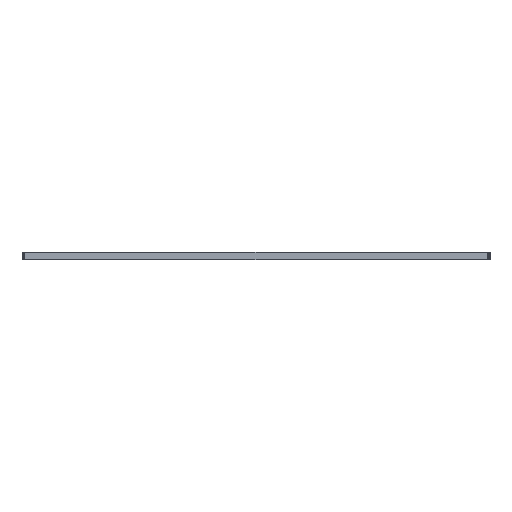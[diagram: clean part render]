
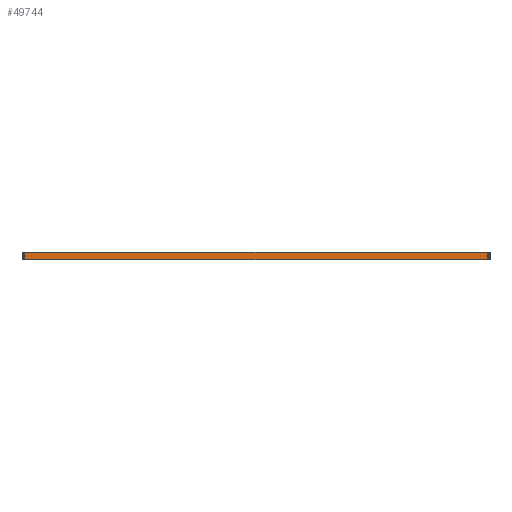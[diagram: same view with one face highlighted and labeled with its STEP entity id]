
A CAD part, left-side view. The second image highlights one B-rep face of the part: STEP entity #49744.
In plain terms, the highlighted planar face has unit normal (-1, 0, 0).
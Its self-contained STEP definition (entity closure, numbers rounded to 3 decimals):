
#2871 = PLANE('',#2872);
#2872 = AXIS2_PLACEMENT_3D('',#2873,#2874,#2875);
#2873 = CARTESIAN_POINT('',(177.3,79.45,-0.5));
#2874 = DIRECTION('',(-0.,-0.,-1.));
#2875 = DIRECTION('',(-1.,0.,0.));
#8659 = PLANE('',#8660);
#8660 = AXIS2_PLACEMENT_3D('',#8661,#8662,#8663);
#8661 = CARTESIAN_POINT('',(177.3,79.45,
    2.1));
#8662 = DIRECTION('',(0.,0.,1.));
#8663 = DIRECTION('',(0.,1.,0.));
#12286 = VERTEX_POINT('',#12287);
#12287 = CARTESIAN_POINT('',(-1.,0.,-0.5));
#12301 = PLANE('',#12302);
#12302 = AXIS2_PLACEMENT_3D('',#12303,#12304,#12305);
#12303 = CARTESIAN_POINT('',(-0.996,-0.063,
    0.8));
#12304 = DIRECTION('',(-0.998,-0.063,-0.));
#12305 = DIRECTION('',(0.063,-0.998,0.));
#12313 = EDGE_CURVE('',#12314,#12286,#12316,.T.);
#12314 = VERTEX_POINT('',#12315);
#12315 = CARTESIAN_POINT('',(-1.,158.9,-0.5));
#12316 = SURFACE_CURVE('',#12317,(#12321,#12328),.PCURVE_S1.);
#12317 = LINE('',#12318,#12319);
#12318 = CARTESIAN_POINT('',(-1.,158.9,-0.5));
#12319 = VECTOR('',#12320,1.);
#12320 = DIRECTION('',(0.,-1.,0.));
#12321 = PCURVE('',#2871,#12322);
#12322 = DEFINITIONAL_REPRESENTATION('',(#12323),#12327);
#12323 = LINE('',#12324,#12325);
#12324 = CARTESIAN_POINT('',(178.3,79.45));
#12325 = VECTOR('',#12326,1.);
#12326 = DIRECTION('',(0.,-1.));
#12327 = ( GEOMETRIC_REPRESENTATION_CONTEXT(2) 
PARAMETRIC_REPRESENTATION_CONTEXT() REPRESENTATION_CONTEXT('2D SPACE',''
  ) );
#12328 = PCURVE('',#12329,#12334);
#12329 = PLANE('',#12330);
#12330 = AXIS2_PLACEMENT_3D('',#12331,#12332,#12333);
#12331 = CARTESIAN_POINT('',(-1.,79.45,0.8));
#12332 = DIRECTION('',(-1.,-0.,-0.));
#12333 = DIRECTION('',(0.,0.,-1.));
#12334 = DEFINITIONAL_REPRESENTATION('',(#12335),#12339);
#12335 = LINE('',#12336,#12337);
#12336 = CARTESIAN_POINT('',(1.3,-79.45));
#12337 = VECTOR('',#12338,1.);
#12338 = DIRECTION('',(0.,1.));
#12339 = ( GEOMETRIC_REPRESENTATION_CONTEXT(2) 
PARAMETRIC_REPRESENTATION_CONTEXT() REPRESENTATION_CONTEXT('2D SPACE',''
  ) );
#12357 = PLANE('',#12358);
#12358 = AXIS2_PLACEMENT_3D('',#12359,#12360,#12361);
#12359 = CARTESIAN_POINT('',(-0.996,158.963,
    0.8));
#12360 = DIRECTION('',(-0.998,0.063,-0.));
#12361 = DIRECTION('',(-0.063,-0.998,0.));
#21393 = VERTEX_POINT('',#21394);
#21394 = CARTESIAN_POINT('',(-1.,158.9,2.1));
#21415 = EDGE_CURVE('',#21416,#21393,#21418,.T.);
#21416 = VERTEX_POINT('',#21417);
#21417 = CARTESIAN_POINT('',(-1.,0.,2.1));
#21418 = SURFACE_CURVE('',#21419,(#21423,#21430),.PCURVE_S1.);
#21419 = LINE('',#21420,#21421);
#21420 = CARTESIAN_POINT('',(-1.,0.,2.1));
#21421 = VECTOR('',#21422,1.);
#21422 = DIRECTION('',(0.,1.,0.));
#21423 = PCURVE('',#8659,#21424);
#21424 = DEFINITIONAL_REPRESENTATION('',(#21425),#21429);
#21425 = LINE('',#21426,#21427);
#21426 = CARTESIAN_POINT('',(-79.45,178.3));
#21427 = VECTOR('',#21428,1.);
#21428 = DIRECTION('',(1.,0.));
#21429 = ( GEOMETRIC_REPRESENTATION_CONTEXT(2) 
PARAMETRIC_REPRESENTATION_CONTEXT() REPRESENTATION_CONTEXT('2D SPACE',''
  ) );
#21430 = PCURVE('',#12329,#21431);
#21431 = DEFINITIONAL_REPRESENTATION('',(#21432),#21436);
#21432 = LINE('',#21433,#21434);
#21433 = CARTESIAN_POINT('',(-1.3,79.45));
#21434 = VECTOR('',#21435,1.);
#21435 = DIRECTION('',(0.,-1.));
#21436 = ( GEOMETRIC_REPRESENTATION_CONTEXT(2) 
PARAMETRIC_REPRESENTATION_CONTEXT() REPRESENTATION_CONTEXT('2D SPACE',''
  ) );
#49744 = ADVANCED_FACE('',(#49745),#12329,.T.);
#49745 = FACE_BOUND('',#49746,.T.);
#49746 = EDGE_LOOP('',(#49747,#49748,#49769,#49770));
#49747 = ORIENTED_EDGE('',*,*,#12313,.T.);
#49748 = ORIENTED_EDGE('',*,*,#49749,.T.);
#49749 = EDGE_CURVE('',#12286,#21416,#49750,.T.);
#49750 = SURFACE_CURVE('',#49751,(#49755,#49762),.PCURVE_S1.);
#49751 = LINE('',#49752,#49753);
#49752 = CARTESIAN_POINT('',(-1.,0.,-0.5));
#49753 = VECTOR('',#49754,1.);
#49754 = DIRECTION('',(0.,0.,1.));
#49755 = PCURVE('',#12329,#49756);
#49756 = DEFINITIONAL_REPRESENTATION('',(#49757),#49761);
#49757 = LINE('',#49758,#49759);
#49758 = CARTESIAN_POINT('',(1.3,79.45));
#49759 = VECTOR('',#49760,1.);
#49760 = DIRECTION('',(-1.,0.));
#49761 = ( GEOMETRIC_REPRESENTATION_CONTEXT(2) 
PARAMETRIC_REPRESENTATION_CONTEXT() REPRESENTATION_CONTEXT('2D SPACE',''
  ) );
#49762 = PCURVE('',#12301,#49763);
#49763 = DEFINITIONAL_REPRESENTATION('',(#49764),#49768);
#49764 = LINE('',#49765,#49766);
#49765 = CARTESIAN_POINT('',(-0.063,-1.3));
#49766 = VECTOR('',#49767,1.);
#49767 = DIRECTION('',(0.,1.));
#49768 = ( GEOMETRIC_REPRESENTATION_CONTEXT(2) 
PARAMETRIC_REPRESENTATION_CONTEXT() REPRESENTATION_CONTEXT('2D SPACE',''
  ) );
#49769 = ORIENTED_EDGE('',*,*,#21415,.T.);
#49770 = ORIENTED_EDGE('',*,*,#49771,.T.);
#49771 = EDGE_CURVE('',#21393,#12314,#49772,.T.);
#49772 = SURFACE_CURVE('',#49773,(#49777,#49784),.PCURVE_S1.);
#49773 = LINE('',#49774,#49775);
#49774 = CARTESIAN_POINT('',(-1.,158.9,2.1));
#49775 = VECTOR('',#49776,1.);
#49776 = DIRECTION('',(0.,0.,-1.));
#49777 = PCURVE('',#12329,#49778);
#49778 = DEFINITIONAL_REPRESENTATION('',(#49779),#49783);
#49779 = LINE('',#49780,#49781);
#49780 = CARTESIAN_POINT('',(-1.3,-79.45));
#49781 = VECTOR('',#49782,1.);
#49782 = DIRECTION('',(1.,0.));
#49783 = ( GEOMETRIC_REPRESENTATION_CONTEXT(2) 
PARAMETRIC_REPRESENTATION_CONTEXT() REPRESENTATION_CONTEXT('2D SPACE',''
  ) );
#49784 = PCURVE('',#12357,#49785);
#49785 = DEFINITIONAL_REPRESENTATION('',(#49786),#49790);
#49786 = LINE('',#49787,#49788);
#49787 = CARTESIAN_POINT('',(0.063,1.3));
#49788 = VECTOR('',#49789,1.);
#49789 = DIRECTION('',(-0.,-1.));
#49790 = ( GEOMETRIC_REPRESENTATION_CONTEXT(2) 
PARAMETRIC_REPRESENTATION_CONTEXT() REPRESENTATION_CONTEXT('2D SPACE',''
  ) );
